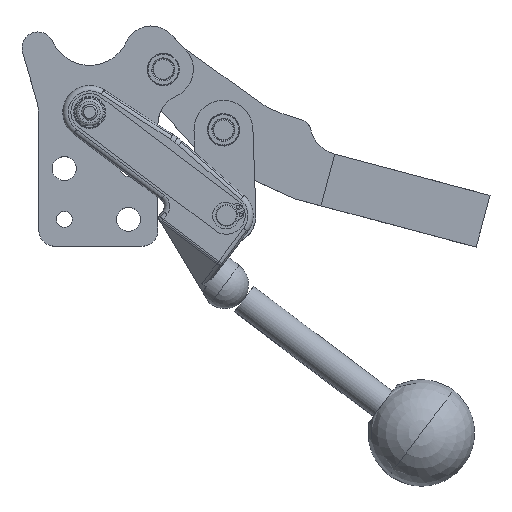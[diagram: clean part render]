
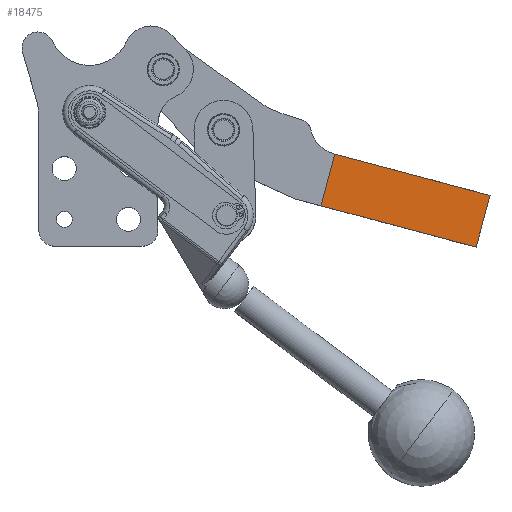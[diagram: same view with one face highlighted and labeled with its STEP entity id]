
A CAD part, top view. The second image highlights one B-rep face of the part: STEP entity #18475.
In plain terms, the highlighted planar face has unit normal (0, 0, 1).
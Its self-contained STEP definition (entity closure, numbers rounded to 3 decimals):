
#18260=CARTESIAN_POINT('',(188.01,151.834,5.86));
#18261=VERTEX_POINT('',#18260);
#18268=CARTESIAN_POINT('',(130.04,167.309,5.86));
#18269=VERTEX_POINT('',#18268);
#18270=CARTESIAN_POINT('',(188.01,151.834,5.86));
#18271=DIRECTION('',(-0.966,0.258,0.));
#18272=VECTOR('',#18271,60.);
#18273=LINE('',#18270,#18272);
#18274=EDGE_CURVE('',#18261,#18269,#18273,.T.);
#18339=CARTESIAN_POINT('',(193.168,171.158,5.86));
#18340=VERTEX_POINT('',#18339);
#18347=CARTESIAN_POINT('',(193.168,171.158,5.86));
#18348=DIRECTION('',(-0.258,-0.966,0.));
#18349=VECTOR('',#18348,20.);
#18350=LINE('',#18347,#18349);
#18351=EDGE_CURVE('',#18340,#18261,#18350,.T.);
#18379=CARTESIAN_POINT('',(135.198,186.633,5.86));
#18380=VERTEX_POINT('',#18379);
#18387=CARTESIAN_POINT('',(135.198,186.633,5.86));
#18388=DIRECTION('',(0.966,-0.258,0.));
#18389=VECTOR('',#18388,60.);
#18390=LINE('',#18387,#18389);
#18391=EDGE_CURVE('',#18380,#18340,#18390,.T.);
#18459=CARTESIAN_POINT('',(161.604,169.233,5.86));
#18460=DIRECTION('',(0.0,0.0,1.0));
#18461=DIRECTION('',(-0.759,0.651,0.0));
#18462=AXIS2_PLACEMENT_3D('',#18459,#18460,#18461);
#18463=PLANE('',#18462);
#18464=ORIENTED_EDGE('',*,*,#18274,.F.);
#18465=ORIENTED_EDGE('',*,*,#18351,.F.);
#18466=ORIENTED_EDGE('',*,*,#18391,.F.);
#18467=CARTESIAN_POINT('',(130.04,167.309,5.86));
#18468=DIRECTION('',(0.258,0.966,0.));
#18469=VECTOR('',#18468,20.);
#18470=LINE('',#18467,#18469);
#18471=EDGE_CURVE('',#18269,#18380,#18470,.T.);
#18472=ORIENTED_EDGE('',*,*,#18471,.F.);
#18473=EDGE_LOOP('',(#18464,#18465,#18466,#18472));
#18474=FACE_OUTER_BOUND('',#18473,.T.);
#18475=ADVANCED_FACE('',(#18474),#18463,.T.);
